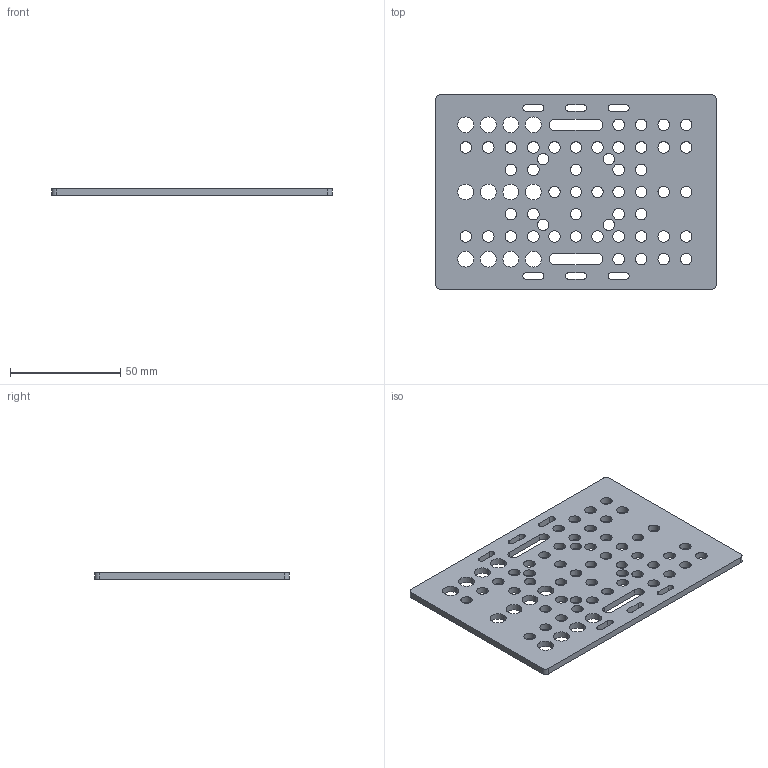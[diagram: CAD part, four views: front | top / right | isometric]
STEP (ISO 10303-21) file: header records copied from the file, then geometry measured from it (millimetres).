
FILE_DESCRIPTION (( 'STEP AP214' ), '1' );
FILE_NAME ('A241 Ïëàñòèíà ïîðòàëüíàÿ 127õ88 äëÿ ðîëèêîâ.STEP', '2019-09-05T10:49:10', ( 'Windows User' ), ( '' ), 'SwSTEP 2.0', 'SolidWorks 2018', '' );
FILE_SCHEMA (( 'AUTOMOTIVE_DESIGN' ));
Length unit declared in the file: millimetre
Products named in the file (1): A241 Ïëàñòèíà ïîðòàëüíàÿ 127õ88 äëÿ ðîëèêîâ
Bounding box: 127 x 88 x 3 mm (x, y, z)
Volume: 27624.6 mm3; surface area: 23740.6 mm2
Topology: 1 solids, 1 shells, 176 faces, 522 edges, 348 vertices
Faces by surface type: cylinder 154, plane 22
Entity records: 6392 total; most frequent: DIRECTION 1184, CARTESIAN_POINT 1047, ORIENTED_EDGE 1044, EDGE_CURVE 522, AXIS2_PLACEMENT_3D 485, VERTEX_POINT 348, EDGE_LOOP 318, CIRCLE 308
